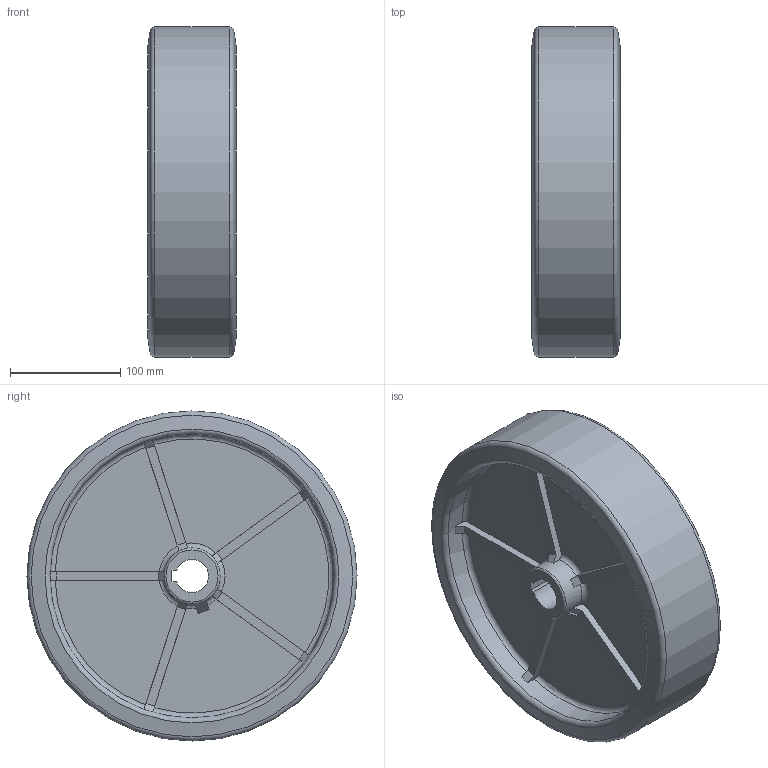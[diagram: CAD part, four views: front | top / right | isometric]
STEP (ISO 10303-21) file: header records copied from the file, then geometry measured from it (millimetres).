
FILE_DESCRIPTION(/* description */ ('STEP AP214'),/* implementation_level */ '2;1');
FILE_NAME(/* name */ '300x80 H30',/* time_stamp */ '2025-03-10T23:12:15+01:00',/* author */ ('License CC BY-ND 4.0'),/* organization */ ('CADENAS'),/* preprocessor_version */ 'ST-DEVELOPER v19.3',/* originating_system */ 'PARTsolutions',/* authorisation */ ' ');
FILE_SCHEMA (('AUTOMOTIVE_DESIGN {1 0 10303 214 3 1 1}'));
Length unit declared in the file: millimetre
Products named in the file (1): 300x80 H30
Bounding box: 80 x 300 x 300 mm (x, y, z)
Volume: 2934380.6 mm3; surface area: 274457.4 mm2
Topology: 1 solids, 1 shells, 107 faces, 305 edges, 200 vertices
Faces by surface type: plane 71, torus 28, cylinder 6, cone 2
Full cylindrical faces by diameter (mm): 51 x2, 258 x2, 300 x1
Entity records: 4243 total; most frequent: CARTESIAN_POINT 768, ORIENTED_EDGE 576, DIRECTION 540, EDGE_CURVE 288, VERTEX_POINT 196, AXIS2_PLACEMENT_3D 188, LINE 164, VECTOR 164
